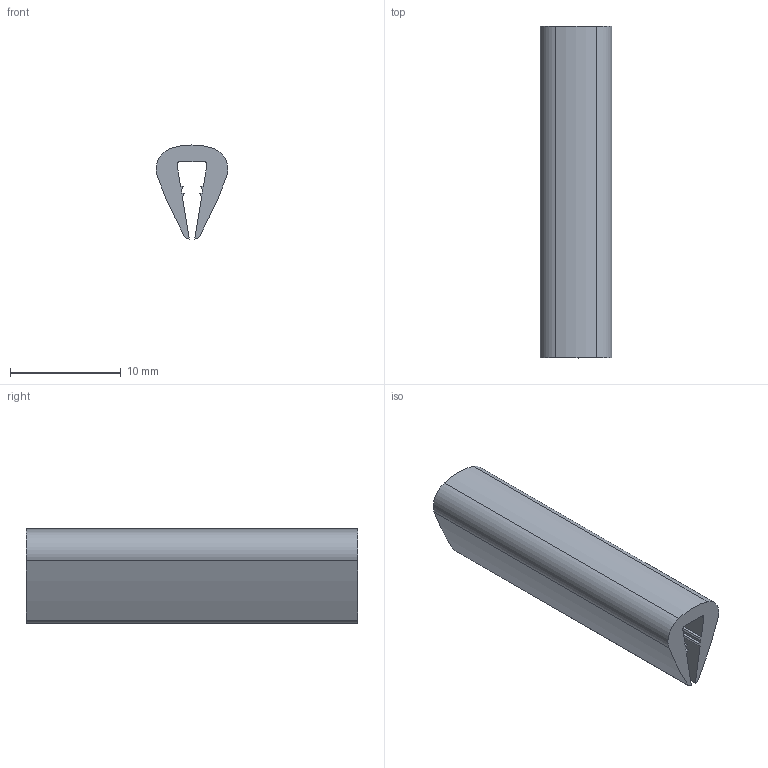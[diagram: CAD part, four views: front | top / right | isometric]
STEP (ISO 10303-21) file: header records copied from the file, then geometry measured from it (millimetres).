
FILE_DESCRIPTION (( 'STEP AP203' ), '1' );
FILE_NAME ('CG01.15.35 Siyah Plastik.STEP', '2022-06-27T04:29:14', ( '' ), ( '' ), 'SwSTEP 2.0', 'SolidWorks 2021', '' );
FILE_SCHEMA (( 'CONFIG_CONTROL_DESIGN' ));
Length unit declared in the file: millimetre
Products named in the file (1): CG01.15.35 Siyah Plastik
Bounding box: 6.5 x 30 x 8.5 mm (x, y, z)
Surface area: 1279.6 mm2 (no closed solid volume)
Topology: 0 solids, 1 shells, 27 faces, 75 edges, 50 vertices
Faces by surface type: plane 17, cylinder 10
Entity records: 946 total; most frequent: CARTESIAN_POINT 153, DIRECTION 151, ORIENTED_EDGE 150, EDGE_CURVE 75, LINE 55, VECTOR 55, VERTEX_POINT 50, AXIS2_PLACEMENT_3D 48
